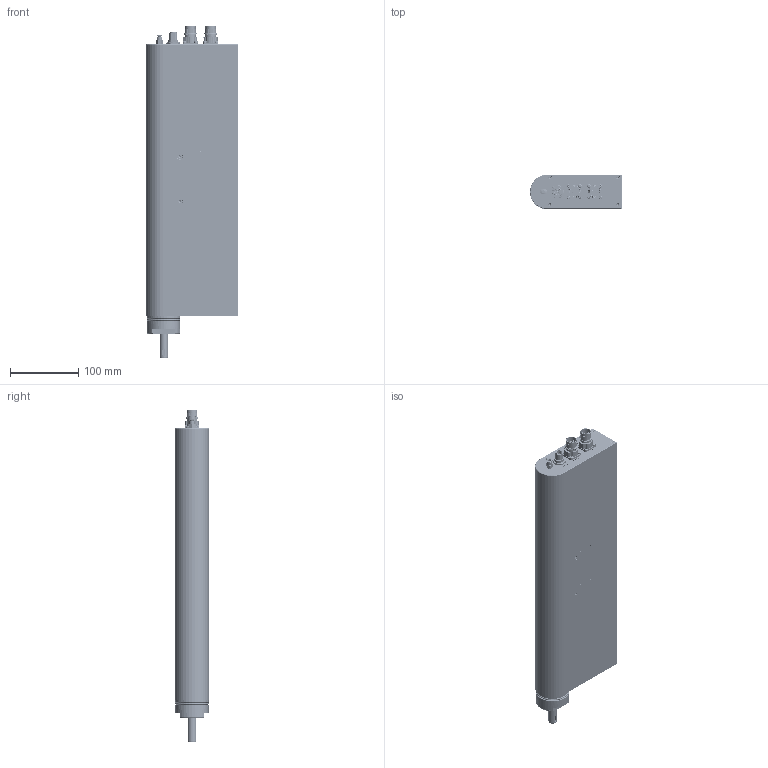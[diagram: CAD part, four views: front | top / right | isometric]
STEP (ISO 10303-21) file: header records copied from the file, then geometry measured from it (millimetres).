
FILE_DESCRIPTION (( 'STEP AP214' ), '1' );
FILE_NAME ('0186-1352_250528_PR02-52x60-R_37x120F-HP-R-L-100_MSxx_TS00_FS0x.STEP', '2025-05-28T11:23:51', ( '' ), ( '' ), 'SwSTEP 2.0', 'SolidWorks 2024', '' );
FILE_SCHEMA (( 'AUTOMOTIVE_DESIGN' ));
Length unit declared in the file: millimetre
Products named in the file (3): Einzelteil_PR02-52x60-R_37x120F-HP-R-100-L_MSxx_TS00_FS0x_RS02k-GM52-100; 0186-1352_250528_PR02-52x60-R_37x120F-HP-R-L-100_MSxx_TS00_FS0x; RS02k-DA12-L_RS01k-DA244.5-L
Assembly tree (2 placements, depth 2):
  0186-1352_250528_PR02-52x60-R_37x120F-HP-R-L-100_MSxx_TS00_FS0x
    Einzelteil_PR02-52x60-R_37x120F-HP-R-100-L_MSxx_TS00_FS0x_RS02k-GM52-100
    RS02k-DA12-L_RS01k-DA244.5-L
Bounding box: 135 x 50 x 488 mm (x, y, z)
Volume: 2570768.1 mm3; surface area: 274491 mm2
Topology: 42 solids, 43 shells, 3166 faces, 7551 edges, 4593 vertices
Faces by surface type: cylinder 1040, cone 891, plane 829, bspline 384, torus 21, sphere 1
Full cylindrical faces by diameter (mm): 0.8 x8, 1 x8, 1.15 x10, 1.2 x6, 1.3 x2, 2 x8, 2.05 x8, 2.4 x1, 2.5 x1, 2.7 x9, 2.8 x1, 3 x49, 3.1 x6, 3.2 x5, 3.3 x7, 3.6 x8, 4 x165, 4.2 x2, 4.7 x2, 5 x5, 5.4 x1, 5.5 x5, 5.6 x1, 6 x94, 6.4 x4, 7.7 x1, 7.8 x1, 8 x3, 8.3 x1, 8.4 x2
Entity records: 116796 total; most frequent: CARTESIAN_POINT 47445, DIRECTION 12632, ORIENTED_EDGE 12340, EDGE_CURVE 6170, AXIS2_PLACEMENT_3D 5051, VERTEX_POINT 4163, EDGE_LOOP 4033, FACE_OUTER_BOUND 3368
